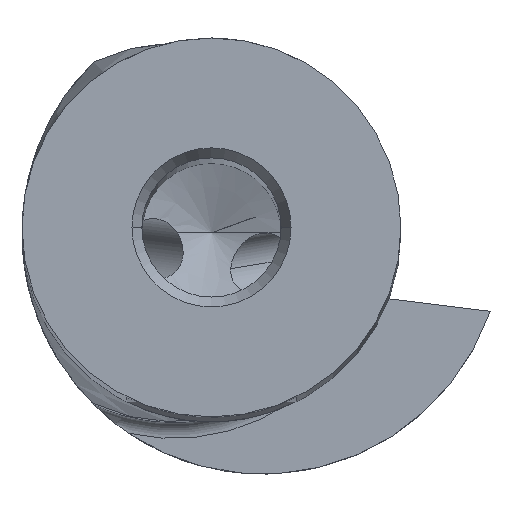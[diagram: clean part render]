
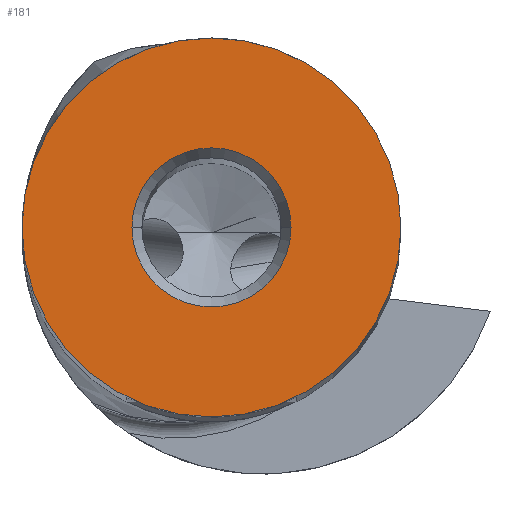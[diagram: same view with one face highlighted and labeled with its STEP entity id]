
A CAD part, top view. The second image highlights one B-rep face of the part: STEP entity #181.
In plain terms, the highlighted planar face has unit normal (0, 0, 1).
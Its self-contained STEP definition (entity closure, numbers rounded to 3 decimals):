
#62=FACE_BOUND('',#347,.T.);
#63=FACE_BOUND('',#348,.T.);
#84=PLANE('',#1451);
#181=ADVANCED_FACE('',(#62,#63),#84,.T.);
#347=EDGE_LOOP('',(#742,#743));
#348=EDGE_LOOP('',(#744,#745));
#742=ORIENTED_EDGE('',*,*,#1199,.F.);
#743=ORIENTED_EDGE('',*,*,#1206,.F.);
#744=ORIENTED_EDGE('',*,*,#1211,.F.);
#745=ORIENTED_EDGE('',*,*,#1212,.F.);
#1047=VERTEX_POINT('',#2631);
#1048=VERTEX_POINT('',#2632);
#1057=VERTEX_POINT('',#2655);
#1058=VERTEX_POINT('',#2656);
#1199=EDGE_CURVE('',#1047,#1048,#1340,.T.);
#1206=EDGE_CURVE('',#1048,#1047,#1341,.T.);
#1211=EDGE_CURVE('',#1057,#1058,#1342,.T.);
#1212=EDGE_CURVE('',#1058,#1057,#1343,.T.);
#1340=CIRCLE('',#1441,9.525);
#1341=CIRCLE('',#1445,9.525);
#1342=CIRCLE('',#1449,4.);
#1343=CIRCLE('',#1450,4.);
#1441=AXIS2_PLACEMENT_3D('',#2630,#1664,#1665);
#1445=AXIS2_PLACEMENT_3D('',#2644,#1676,#1677);
#1449=AXIS2_PLACEMENT_3D('',#2654,#1686,#1687);
#1450=AXIS2_PLACEMENT_3D('',#2657,#1688,#1689);
#1451=AXIS2_PLACEMENT_3D('',#2658,#1690,#1691);
#1664=DIRECTION('',(0.,0.,-1.));
#1665=DIRECTION('',(1.,0.,0.));
#1676=DIRECTION('',(0.,0.,-1.));
#1677=DIRECTION('',(-1.,0.,0.));
#1686=DIRECTION('',(0.,0.,1.));
#1687=DIRECTION('',(1.,0.,0.));
#1688=DIRECTION('',(0.,0.,1.));
#1689=DIRECTION('',(-1.,0.,0.));
#1690=DIRECTION('',(0.,0.,1.));
#1691=DIRECTION('',(-1.,0.,0.));
#2630=CARTESIAN_POINT('',(0.,0.,0.));
#2631=CARTESIAN_POINT('',(9.525,0.,0.));
#2632=CARTESIAN_POINT('',(-9.525,0.,0.));
#2644=CARTESIAN_POINT('',(0.,0.,0.));
#2654=CARTESIAN_POINT('',(0.,0.,0.));
#2655=CARTESIAN_POINT('',(4.,0.,0.));
#2656=CARTESIAN_POINT('',(-4.,0.,0.));
#2657=CARTESIAN_POINT('',(0.,0.,0.));
#2658=CARTESIAN_POINT('',(0.,0.,0.));
